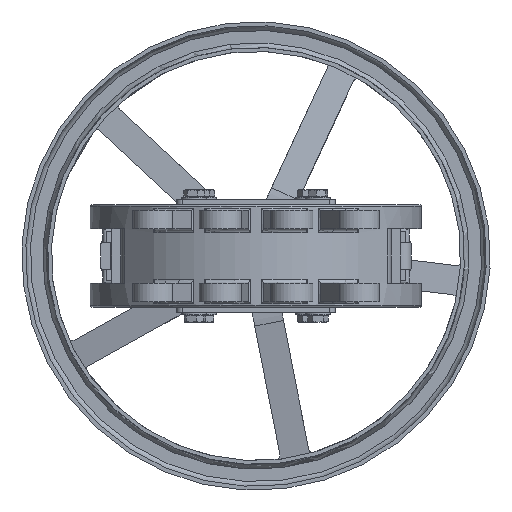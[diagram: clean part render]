
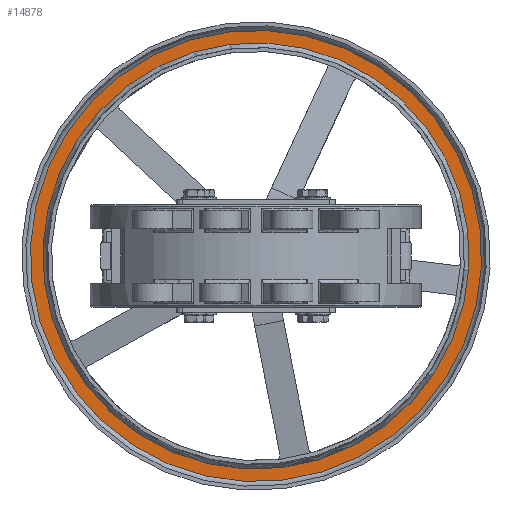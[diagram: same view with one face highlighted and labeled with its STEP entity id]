
A CAD part, front view. The second image highlights one B-rep face of the part: STEP entity #14878.
In plain terms, the highlighted planar face has unit normal (0, -1, 0).
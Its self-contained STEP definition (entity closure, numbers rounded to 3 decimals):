
#990=FACE_BOUND('',#2932,.T.);
#1307=PLANE('',#16347);
#2055=FACE_OUTER_BOUND('',#2931,.T.);
#2931=EDGE_LOOP('',(#12829));
#2932=EDGE_LOOP('',(#12830));
#5690=CIRCLE('',#16329,118.303);
#5703=CIRCLE('',#16346,125.225);
#6972=VERTEX_POINT('',#27588);
#6985=VERTEX_POINT('',#27637);
#8953=EDGE_CURVE('',#6972,#6972,#5690,.T.);
#8975=EDGE_CURVE('',#6985,#6985,#5703,.F.);
#12829=ORIENTED_EDGE('',*,*,#8975,.F.);
#12830=ORIENTED_EDGE('',*,*,#8953,.T.);
#14878=ADVANCED_FACE('',(#2055,#990),#1307,.F.);
#16329=AXIS2_PLACEMENT_3D('',#27589,#19891,#19892);
#16346=AXIS2_PLACEMENT_3D('',#27639,#19929,#19930);
#16347=AXIS2_PLACEMENT_3D('',#27640,#19931,#19932);
#19891=DIRECTION('center_axis',(0.,1.,0.));
#19892=DIRECTION('ref_axis',(0.,0.,1.));
#19929=DIRECTION('center_axis',(0.,-1.,0.));
#19930=DIRECTION('ref_axis',(0.,0.,1.));
#19931=DIRECTION('center_axis',(0.,1.,0.));
#19932=DIRECTION('ref_axis',(0.,0.,1.));
#27588=CARTESIAN_POINT('',(-0.285,25.291,-119.406));
#27589=CARTESIAN_POINT('Origin',(-0.285,25.291,-1.103));
#27637=CARTESIAN_POINT('',(-0.285,25.291,-126.328));
#27639=CARTESIAN_POINT('Origin',(-0.285,25.291,-1.103));
#27640=CARTESIAN_POINT('Origin',(-0.285,25.291,-118.783));
